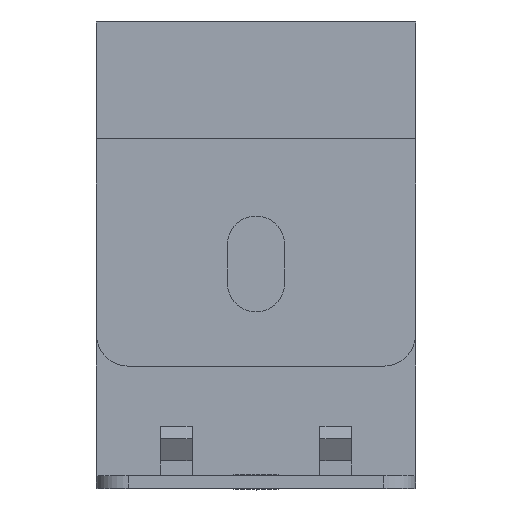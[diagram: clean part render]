
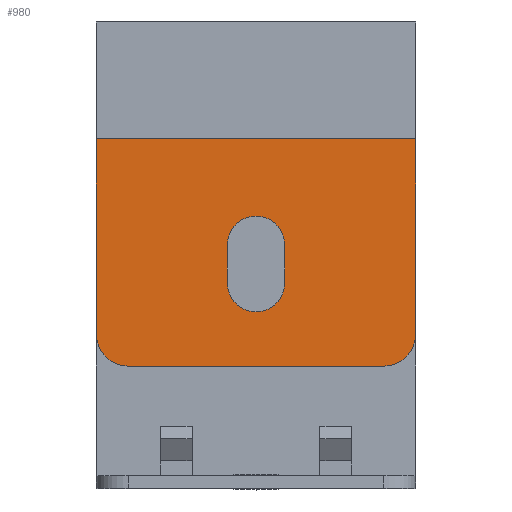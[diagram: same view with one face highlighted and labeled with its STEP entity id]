
A CAD part, top view. The second image highlights one B-rep face of the part: STEP entity #980.
In plain terms, the highlighted planar face has unit normal (0, 0, 1).
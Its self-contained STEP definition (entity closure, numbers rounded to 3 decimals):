
#46=CIRCLE('',#1039,5.);
#47=CIRCLE('',#1040,5.);
#90=FACE_OUTER_BOUND('',#144,.T.);
#144=EDGE_LOOP('',(#792,#793,#794,#795,#796,#797));
#254=LINE('',#1523,#374);
#255=LINE('',#1526,#375);
#256=LINE('',#1530,#376);
#257=LINE('',#1533,#377);
#374=VECTOR('',#1230,1.);
#375=VECTOR('',#1233,1.);
#376=VECTOR('',#1236,1.);
#377=VECTOR('',#1239,1.);
#472=VERTEX_POINT('',#1519);
#473=VERTEX_POINT('',#1521);
#474=VERTEX_POINT('',#1525);
#475=VERTEX_POINT('',#1527);
#476=VERTEX_POINT('',#1529);
#477=VERTEX_POINT('',#1531);
#596=EDGE_CURVE('',#472,#473,#254,.T.);
#597=EDGE_CURVE('',#473,#474,#255,.T.);
#598=EDGE_CURVE('',#475,#474,#46,.F.);
#599=EDGE_CURVE('',#476,#475,#256,.T.);
#600=EDGE_CURVE('',#476,#477,#47,.F.);
#601=EDGE_CURVE('',#472,#477,#257,.T.);
#792=ORIENTED_EDGE('',*,*,#596,.T.);
#793=ORIENTED_EDGE('',*,*,#597,.T.);
#794=ORIENTED_EDGE('',*,*,#598,.F.);
#795=ORIENTED_EDGE('',*,*,#599,.F.);
#796=ORIENTED_EDGE('',*,*,#600,.T.);
#797=ORIENTED_EDGE('',*,*,#601,.F.);
#932=PLANE('',#1038);
#980=ADVANCED_FACE('',(#90),#932,.F.);
#1038=AXIS2_PLACEMENT_3D('',#1524,#1231,#1232);
#1039=AXIS2_PLACEMENT_3D('',#1528,#1234,#1235);
#1040=AXIS2_PLACEMENT_3D('',#1532,#1237,#1238);
#1230=DIRECTION('',(-1.,0.,0.));
#1231=DIRECTION('center_axis',(0.,0.,
-1.));
#1232=DIRECTION('ref_axis',(0.,-1.,0.));
#1233=DIRECTION('',(0.,-1.,0.));
#1234=DIRECTION('center_axis',(0.,0.,
1.));
#1235=DIRECTION('ref_axis',(1.,0.,0.));
#1236=DIRECTION('',(-1.,0.,0.));
#1237=DIRECTION('center_axis',(0.,0.,
-1.));
#1238=DIRECTION('ref_axis',(-1.,0.,0.));
#1239=DIRECTION('',(0.,-1.,0.));
#1519=CARTESIAN_POINT('',(55.229,109.945,135.));
#1521=CARTESIAN_POINT('',(5.229,109.945,135.));
#1523=CARTESIAN_POINT('',(30.229,109.945,135.));
#1524=CARTESIAN_POINT('Origin',(30.229,109.945,135.));
#1525=CARTESIAN_POINT('',(5.229,79.361,135.));
#1526=CARTESIAN_POINT('',(5.229,93.2,135.));
#1527=CARTESIAN_POINT('',(10.229,74.361,135.));
#1528=CARTESIAN_POINT('Origin',(10.229,79.361,135.));
#1529=CARTESIAN_POINT('',(50.229,74.361,135.));
#1530=CARTESIAN_POINT('',(40.229,74.361,135.));
#1531=CARTESIAN_POINT('',(55.229,79.361,135.));
#1532=CARTESIAN_POINT('Origin',(50.229,79.361,135.));
#1533=CARTESIAN_POINT('',(55.229,93.2,135.));
